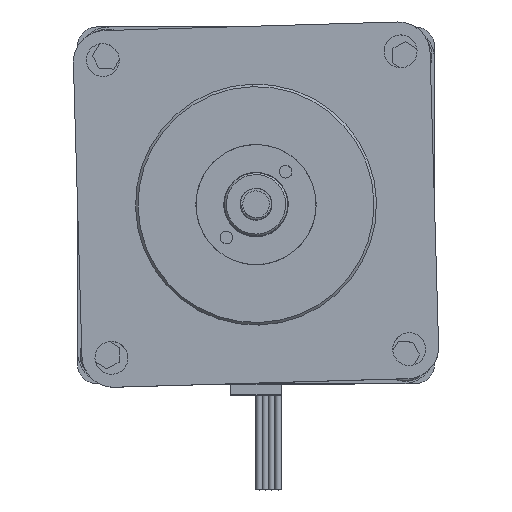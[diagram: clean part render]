
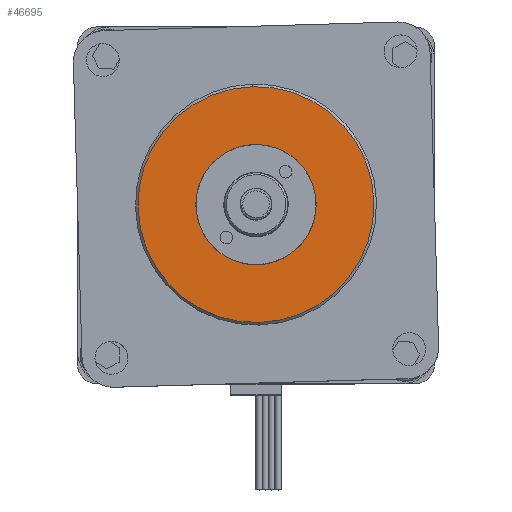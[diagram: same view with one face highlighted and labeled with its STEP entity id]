
A CAD part, top view. The second image highlights one B-rep face of the part: STEP entity #46695.
In plain terms, the highlighted planar face has unit normal (0, 0, 1).
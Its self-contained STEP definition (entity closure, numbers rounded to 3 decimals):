
#391 = ORIENTED_EDGE ( 'NONE', *, *, #418, .T. ) ;
#393 = ORIENTED_EDGE ( 'NONE', *, *, #31715, .T. ) ;
#397 = ORIENTED_EDGE ( 'NONE', *, *, #36340, .F. ) ;
#418 = EDGE_CURVE ( 'NONE', #31724, #25771, #13774, .T. ) ;
#420 = EDGE_LOOP ( 'NONE', ( #391, #393 ) ) ;
#1943 = CARTESIAN_POINT ( 'NONE',  ( 0., 0., 7.5 ) ) ;
#1958 = CIRCLE ( 'NONE', #1963, 9.5 ) ;
#1963 = AXIS2_PLACEMENT_3D ( 'NONE', #1943, #2000, #1999 ) ;
#1999 = DIRECTION ( 'NONE',  ( 1., 0., 0. ) ) ;
#2000 = DIRECTION ( 'NONE',  ( 0., 0., 1. ) ) ;
#2221 = FACE_OUTER_BOUND ( 'NONE', #420, .T. ) ;
#2222 = AXIS2_PLACEMENT_3D ( 'NONE', #2237, #2248, #2227 ) ;
#2227 = DIRECTION ( 'NONE',  ( 1., 0., 0. ) ) ;
#2229 = FACE_BOUND ( 'NONE', #46358, .T. ) ;
#2235 = PLANE ( 'NONE',  #2222 ) ;
#2237 = CARTESIAN_POINT ( 'NONE',  ( 0., 0., 7.5 ) ) ;
#2248 = DIRECTION ( 'NONE',  ( 0., 0., 1. ) ) ;
#13762 = DIRECTION ( 'NONE',  ( 1., 0., 0. ) ) ;
#13763 = DIRECTION ( 'NONE',  ( 0., 0., 1. ) ) ;
#13764 = CARTESIAN_POINT ( 'NONE',  ( 0., 0., 7.5 ) ) ;
#13772 = AXIS2_PLACEMENT_3D ( 'NONE', #13764, #13763, #13762 ) ;
#13774 = CIRCLE ( 'NONE', #13772, 18.65 ) ;
#25771 = VERTEX_POINT ( 'NONE', #41112 ) ;
#31715 = EDGE_CURVE ( 'NONE', #25771, #31724, #41285, .T. ) ;
#31724 = VERTEX_POINT ( 'NONE', #42113 ) ;
#33699 = VERTEX_POINT ( 'NONE', #42198 ) ;
#33716 = VERTEX_POINT ( 'NONE', #42194 ) ;
#36340 = EDGE_CURVE ( 'NONE', #33699, #33716, #42422, .T. ) ;
#41112 = CARTESIAN_POINT ( 'NONE',  ( 18.65, 0., 7.5 ) ) ;
#41247 = AXIS2_PLACEMENT_3D ( 'NONE', #41284, #41283, #41282 ) ;
#41282 = DIRECTION ( 'NONE',  ( 1., 0., 0. ) ) ;
#41283 = DIRECTION ( 'NONE',  ( 0., 0., 1. ) ) ;
#41284 = CARTESIAN_POINT ( 'NONE',  ( 0., 0., 7.5 ) ) ;
#41285 = CIRCLE ( 'NONE', #41247, 18.65 ) ;
#42113 = CARTESIAN_POINT ( 'NONE',  ( -18.65, 0., 7.5 ) ) ;
#42194 = CARTESIAN_POINT ( 'NONE',  ( 9.5, 0., 7.5 ) ) ;
#42198 = CARTESIAN_POINT ( 'NONE',  ( -9.5, 0., 7.5 ) ) ;
#42407 = DIRECTION ( 'NONE',  ( 1., 0., 0. ) ) ;
#42408 = DIRECTION ( 'NONE',  ( 0., 0., 1. ) ) ;
#42409 = CARTESIAN_POINT ( 'NONE',  ( 0., 0., 7.5 ) ) ;
#42410 = AXIS2_PLACEMENT_3D ( 'NONE', #42409, #42408, #42407 ) ;
#42422 = CIRCLE ( 'NONE', #42410, 9.5 ) ;
#46343 = ORIENTED_EDGE ( 'NONE', *, *, #46364, .F. ) ;
#46358 = EDGE_LOOP ( 'NONE', ( #46343, #397 ) ) ;
#46364 = EDGE_CURVE ( 'NONE', #33716, #33699, #1958, .T. ) ;
#46695 = ADVANCED_FACE ( 'NONE', ( #2229, #2221 ), #2235, .T. ) ;
